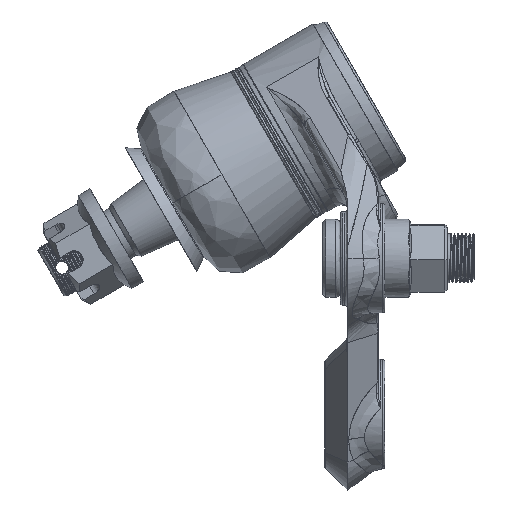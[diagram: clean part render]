
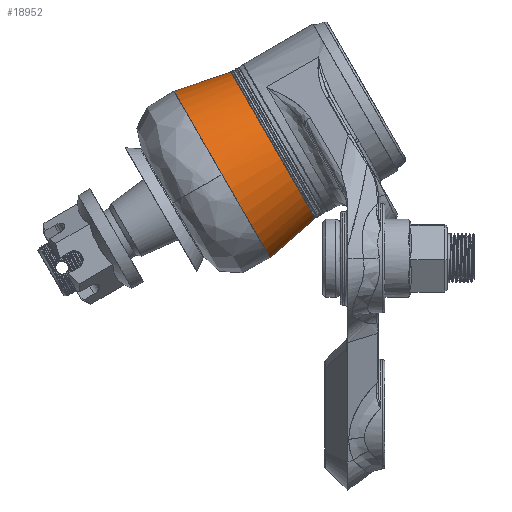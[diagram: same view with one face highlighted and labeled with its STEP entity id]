
A CAD part, left-side view. The second image highlights one B-rep face of the part: STEP entity #18952.
In plain terms, the highlighted free-form (B-spline) face has degree [2, 1] with [5, 2] control points.
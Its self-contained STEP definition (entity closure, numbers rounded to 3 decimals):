
#18952 = ADVANCED_FACE('',(#18953),#18995,.T.);
#18953 = FACE_BOUND('',#18954,.T.);
#18954 = EDGE_LOOP('',(#18955,#18965,#18973,#18980,#18990));
#18955 = ORIENTED_EDGE('',*,*,#18956,.F.);
#18956 = EDGE_CURVE('',#18957,#18959,#18961,.T.);
#18957 = VERTEX_POINT('',#18958);
#18958 = CARTESIAN_POINT('',(-1.267,32.332,
    72.064));
#18959 = VERTEX_POINT('',#18960);
#18960 = CARTESIAN_POINT('',(23.547,19.925,
    50.574));
#18961 = ( BOUNDED_CURVE() B_SPLINE_CURVE(2,(#18962,#18963,#18964),
.UNSPECIFIED.,.F.,.F.) B_SPLINE_CURVE_WITH_KNOTS((3,3),(
0.,1.571),.PIECEWISE_BEZIER_KNOTS.) CURVE() 
GEOMETRIC_REPRESENTATION_ITEM() RATIONAL_B_SPLINE_CURVE((1.,
0.707,1.)) REPRESENTATION_ITEM('') );
#18962 = CARTESIAN_POINT('',(-1.267,32.332,
    72.064));
#18963 = CARTESIAN_POINT('',(-1.267,19.925,
    50.574));
#18964 = CARTESIAN_POINT('',(23.547,19.925,
    50.574));
#18965 = ORIENTED_EDGE('',*,*,#18966,.F.);
#18966 = EDGE_CURVE('',#18967,#18957,#18969,.T.);
#18967 = VERTEX_POINT('',#18968);
#18968 = CARTESIAN_POINT('',(23.547,44.74,
    93.554));
#18969 = ( BOUNDED_CURVE() B_SPLINE_CURVE(2,(#18970,#18971,#18972),
.UNSPECIFIED.,.F.,.F.) B_SPLINE_CURVE_WITH_KNOTS((3,3),(0.,
1.571),.PIECEWISE_BEZIER_KNOTS.) CURVE() 
GEOMETRIC_REPRESENTATION_ITEM() RATIONAL_B_SPLINE_CURVE((1.,
0.707,1.)) REPRESENTATION_ITEM('') );
#18970 = CARTESIAN_POINT('',(23.547,44.74,
    93.554));
#18971 = CARTESIAN_POINT('',(-1.267,44.74,
    93.554));
#18972 = CARTESIAN_POINT('',(-1.267,32.332,
    72.064));
#18973 = ORIENTED_EDGE('',*,*,#18974,.F.);
#18974 = EDGE_CURVE('',#18975,#18967,#18977,.T.);
#18975 = VERTEX_POINT('',#18976);
#18976 = CARTESIAN_POINT('',(23.547,30.047,
    98.536));
#18977 = B_SPLINE_CURVE_WITH_KNOTS('',1,(#18978,#18979),.UNSPECIFIED.,
  .F.,.F.,(2,2),(0.,13.472),.PIECEWISE_BEZIER_KNOTS.);
#18978 = CARTESIAN_POINT('',(23.547,30.047,
    98.536));
#18979 = CARTESIAN_POINT('',(23.547,44.74,
    93.554));
#18980 = ORIENTED_EDGE('',*,*,#18981,.F.);
#18981 = EDGE_CURVE('',#18982,#18975,#18984,.T.);
#18982 = VERTEX_POINT('',#18983);
#18983 = CARTESIAN_POINT('',(23.547,8.264,
    60.807));
#18984 = ( BOUNDED_CURVE() B_SPLINE_CURVE(2,(#18985,#18986,#18987,#18988
,#18989),.UNSPECIFIED.,.F.,.F.) B_SPLINE_CURVE_WITH_KNOTS((3,2,3),(
    0.,1.571,3.142),
.PIECEWISE_BEZIER_KNOTS.) CURVE() GEOMETRIC_REPRESENTATION_ITEM() 
RATIONAL_B_SPLINE_CURVE((1.,0.707,1.,0.707,1.)) 
REPRESENTATION_ITEM('') );
#18985 = CARTESIAN_POINT('',(23.547,8.264,
    60.807));
#18986 = CARTESIAN_POINT('',(1.764,8.264,60.807
    ));
#18987 = CARTESIAN_POINT('',(1.764,19.155,
    79.671));
#18988 = CARTESIAN_POINT('',(1.764,30.047,
    98.536));
#18989 = CARTESIAN_POINT('',(23.547,30.047,
    98.536));
#18990 = ORIENTED_EDGE('',*,*,#18991,.F.);
#18991 = EDGE_CURVE('',#18959,#18982,#18992,.T.);
#18992 = B_SPLINE_CURVE_WITH_KNOTS('',1,(#18993,#18994),.UNSPECIFIED.,
  .F.,.F.,(2,2),(0.,13.472),.PIECEWISE_BEZIER_KNOTS.);
#18993 = CARTESIAN_POINT('',(23.547,19.925,
    50.574));
#18994 = CARTESIAN_POINT('',(23.547,8.264,
    60.807));
#18995 = ( BOUNDED_SURFACE() B_SPLINE_SURFACE(2,1,(
    (#18996,#18997)
    ,(#18998,#18999)
    ,(#19000,#19001)
    ,(#19002,#19003)
    ,(#19004,#19005
)),.UNSPECIFIED.,.F.,.F.,.F.) B_SPLINE_SURFACE_WITH_KNOTS((3,2,3),(2,2),
  (0.,1.571,3.142),(0.,13.472),
.PIECEWISE_BEZIER_KNOTS.) GEOMETRIC_REPRESENTATION_ITEM() 
RATIONAL_B_SPLINE_SURFACE((
    (1.,1.)
    ,(0.707,0.707)
    ,(1.,1.)
    ,(0.707,0.707)
,(1.,1.))) REPRESENTATION_ITEM('') SURFACE() );
#18996 = CARTESIAN_POINT('',(23.547,30.047,
    98.536));
#18997 = CARTESIAN_POINT('',(23.547,44.74,
    93.554));
#18998 = CARTESIAN_POINT('',(1.764,30.047,
    98.536));
#18999 = CARTESIAN_POINT('',(-1.267,44.74,
    93.554));
#19000 = CARTESIAN_POINT('',(1.764,19.155,
    79.671));
#19001 = CARTESIAN_POINT('',(-1.267,32.332,
    72.064));
#19002 = CARTESIAN_POINT('',(1.764,8.264,
    60.807));
#19003 = CARTESIAN_POINT('',(-1.267,19.925,
    50.574));
#19004 = CARTESIAN_POINT('',(23.547,8.264,
    60.807));
#19005 = CARTESIAN_POINT('',(23.547,19.925,
    50.574));
